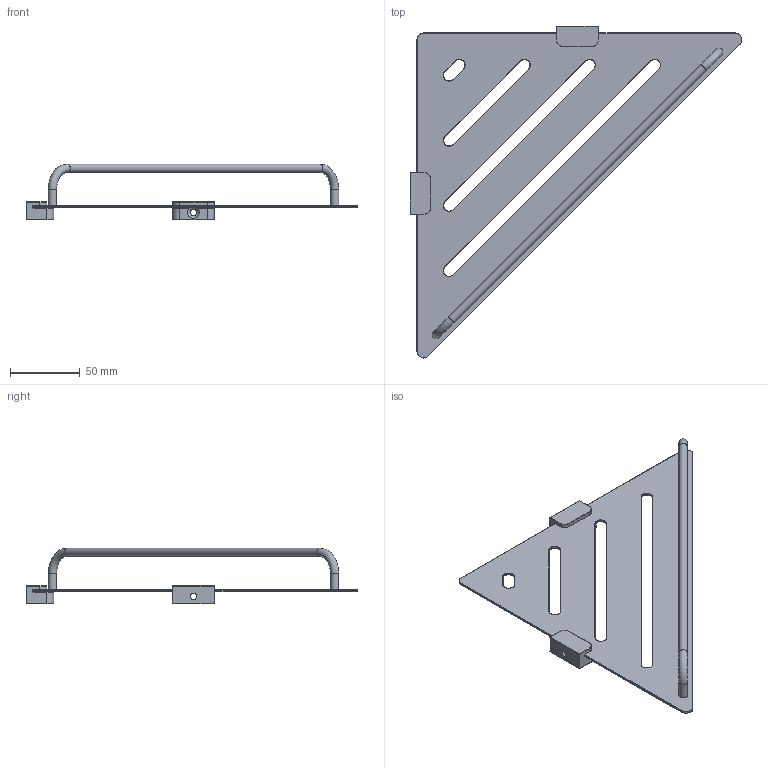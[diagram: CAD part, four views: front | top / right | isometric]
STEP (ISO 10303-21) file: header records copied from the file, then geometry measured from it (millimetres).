
FILE_DESCRIPTION(/* description */ ('Unknown'),/* implementation_level */ '2;1');
FILE_NAME(/* name */ 'CBA22',/* time_stamp */ '2021-07-21T17:39:15+02:00',/* author */ ('Unknown'),/* organization */ ('Unknown'),/* preprocessor_version */ 'ST-DEVELOPER v16.7',/* originating_system */ 'DEX',/* authorisation */ $);
FILE_SCHEMA (('AUTOMOTIVE_DESIGN {1 0 10303 214 3 1 1}'));
Length unit declared in the file: millimetre
Products named in the file (6): CBA22-00; Componente1; CBA22-001; MEN20C; CORMEN22.GAL; VITE4X10TS_2
Assembly tree (7 placements, depth 3):
  CBA22-00
    Componente1  x2
    CBA22-001
      MEN20C
      CORMEN22.GAL
      VITE4X10TS_2  x2
Bounding box: 237.92 x 237.92 x 40.1 mm (x, y, z)
Volume: 57353.6 mm3; surface area: 65882.6 mm2
Topology: 6 solids, 6 shells, 217 faces, 505 edges, 292 vertices
Faces by surface type: cylinder 94, plane 55, torus 44, cone 16, sphere 8
Full cylindrical faces by diameter (mm): 3.332 x2, 3.908 x2, 4.234 x4, 4.5 x2, 6 x3, 8 x2, 8.5 x2
Entity records: 4766 total; most frequent: DIRECTION 796, CARTESIAN_POINT 676, ORIENTED_EDGE 620, AXIS2_PLACEMENT_3D 331, EDGE_CURVE 310, FACE_BOUND 197, VERTEX_POINT 195, EDGE_LOOP 195
